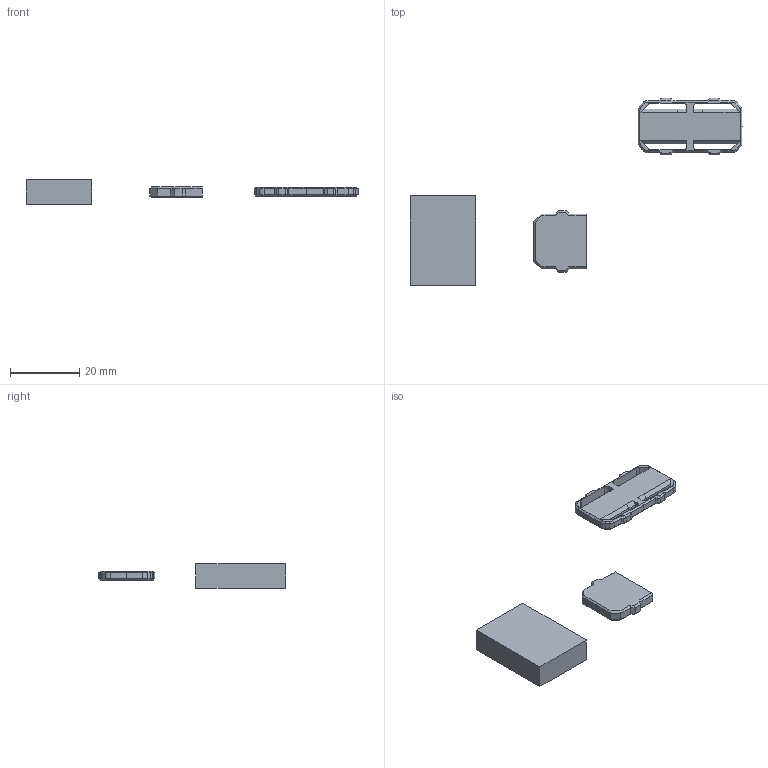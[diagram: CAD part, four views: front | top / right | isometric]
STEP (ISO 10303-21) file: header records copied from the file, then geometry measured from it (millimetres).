
FILE_DESCRIPTION(/* description */ (''),/* implementation_level */ '2;1');
FILE_NAME(/* name */ 'Connector v0.5 v3.step',/* time_stamp */ '2025-05-30T16:46:52+01:00',/* author */ (''),/* organization */ (''),/* preprocessor_version */ 'ST-DEVELOPER v20.1',/* originating_system */ 'Autodesk Translation Framework v14.10.0.0',/* authorisation */ '');
FILE_SCHEMA (('AUTOMOTIVE_DESIGN { 1 0 10303 214 3 1 1 }'));
Length unit declared in the file: millimetre
Products named in the file (1): Connector v0.5
Bounding box: 96 x 54.18 x 7 mm (x, y, z)
Volume: 4402.6 mm3; surface area: 3999.3 mm2
Topology: 3 solids, 3 shells, 273 faces, 650 edges, 384 vertices
Faces by surface type: plane 217, cone 32, cylinder 24
Entity records: 7647 total; most frequent: CARTESIAN_POINT 1308, ORIENTED_EDGE 1300, DIRECTION 1278, EDGE_CURVE 650, LINE 570, VECTOR 570, VERTEX_POINT 384, AXIS2_PLACEMENT_3D 354
